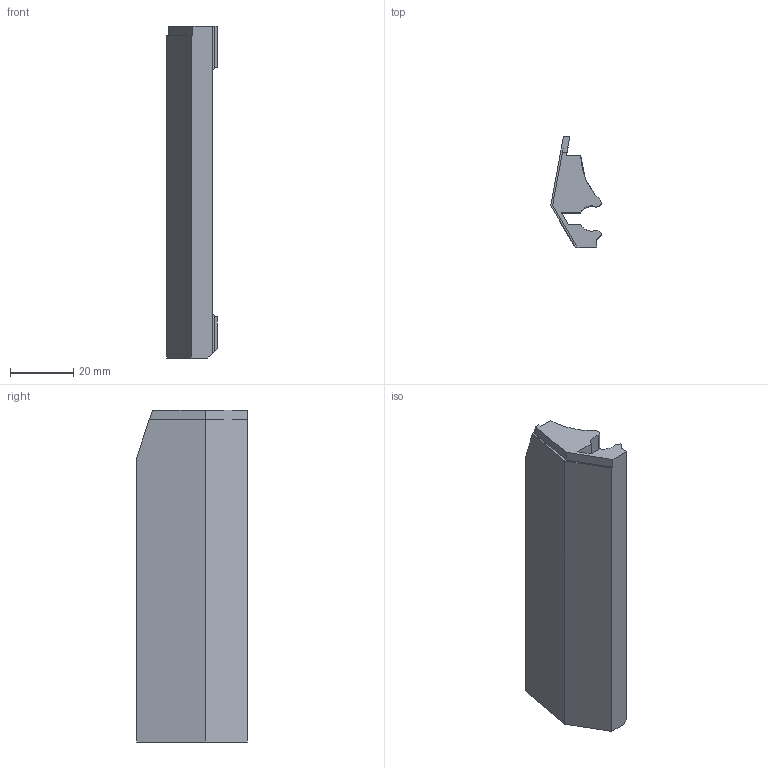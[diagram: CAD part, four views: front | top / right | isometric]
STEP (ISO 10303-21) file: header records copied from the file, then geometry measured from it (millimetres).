
FILE_DESCRIPTION (( 'STEP AP203' ), '1' );
FILE_NAME ('07_cache cote long simple.STEP', '2016-09-13T09:27:10', ( '' ), ( '' ), 'SwSTEP 2.0', 'SolidWorks 2016', '' );
FILE_SCHEMA (( 'CONFIG_CONTROL_DESIGN' ));
Length unit declared in the file: millimetre
Products named in the file (1): 07_cache cote long simple
Bounding box: 16 x 35 x 105 mm (x, y, z)
Volume: 15849.3 mm3; surface area: 10696 mm2
Topology: 1 solids, 1 shells, 59 faces, 168 edges, 111 vertices
Faces by surface type: plane 49, cylinder 10
Entity records: 1965 total; most frequent: CARTESIAN_POINT 381, ORIENTED_EDGE 336, DIRECTION 284, EDGE_CURVE 168, LINE 144, VECTOR 144, VERTEX_POINT 111, AXIS2_PLACEMENT_3D 70
